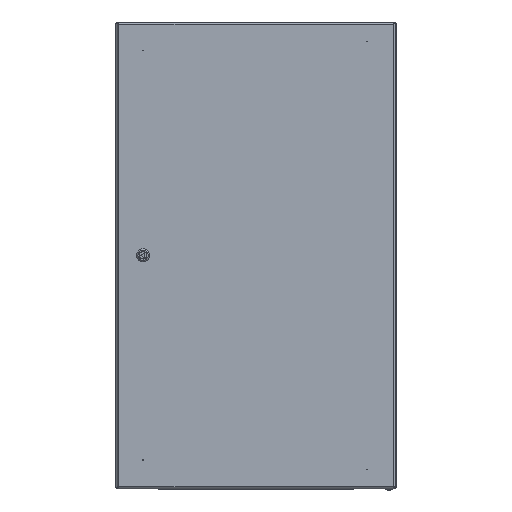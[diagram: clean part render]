
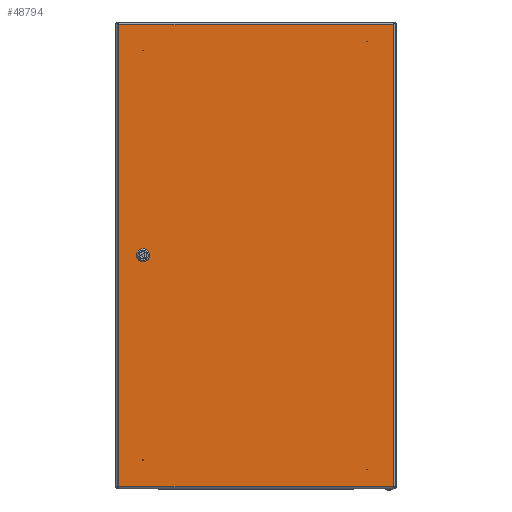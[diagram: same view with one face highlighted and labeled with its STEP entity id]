
A CAD part, top view. The second image highlights one B-rep face of the part: STEP entity #48794.
In plain terms, the highlighted face is planar.
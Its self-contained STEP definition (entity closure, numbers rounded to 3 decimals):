
#73 = DIRECTION ( 'NONE',  ( -1., 0., 0. ) ) ;
#350 = CARTESIAN_POINT ( 'NONE',  ( 294.4, -495.4, -1.4 ) ) ;
#1325 = VERTEX_POINT ( 'NONE', #350 ) ;
#2409 = CARTESIAN_POINT ( 'NONE',  ( -294.4, -495.4, -1.4 ) ) ;
#4504 = CARTESIAN_POINT ( 'NONE',  ( 2492.5, -495.4, -1.4 ) ) ;
#5861 = LINE ( 'NONE', #52637, #26619 ) ;
#6106 = ORIENTED_EDGE ( 'NONE', *, *, #67971, .T. ) ;
#6952 = CARTESIAN_POINT ( 'NONE',  ( 242.5, 0., -1.4 ) ) ;
#7382 = VERTEX_POINT ( 'NONE', #30791 ) ;
#7933 = DIRECTION ( 'NONE',  ( 0., 0., 1. ) ) ;
#9469 = ORIENTED_EDGE ( 'NONE', *, *, #60049, .T. ) ;
#11058 = ORIENTED_EDGE ( 'NONE', *, *, #42072, .T. ) ;
#11547 = EDGE_LOOP ( 'NONE', ( #6106, #11058, #73565, #67339, #71336, #9469, #34898, #51232 ) ) ;
#12127 = EDGE_CURVE ( 'NONE', #15032, #59616, #41301, .T. ) ;
#13699 = DIRECTION ( 'NONE',  ( 1., 0., 0. ) ) ;
#13909 = VERTEX_POINT ( 'NONE', #68721 ) ;
#14282 = ORIENTED_EDGE ( 'NONE', *, *, #46598, .T. ) ;
#15032 = VERTEX_POINT ( 'NONE', #22597 ) ;
#17983 = DIRECTION ( 'NONE',  ( 0., -1., 0. ) ) ;
#19159 = LINE ( 'NONE', #48648, #24831 ) ;
#19196 = LINE ( 'NONE', #30712, #53020 ) ;
#19386 = EDGE_CURVE ( 'NONE', #13909, #45406, #64738, .T. ) ;
#19557 = VECTOR ( 'NONE', #17983, 1000. ) ;
#20032 = VECTOR ( 'NONE', #64657, 1000. ) ;
#21815 = DIRECTION ( 'NONE',  ( 0., 0., 1. ) ) ;
#21990 = VERTEX_POINT ( 'NONE', #39643 ) ;
#22356 = CIRCLE ( 'NONE', #46783, 11.25 ) ;
#22597 = CARTESIAN_POINT ( 'NONE',  ( 247.137, 10.25, -1.4 ) ) ;
#23339 = CARTESIAN_POINT ( 'NONE',  ( 247.137, 10.25, -1.4 ) ) ;
#23547 = VERTEX_POINT ( 'NONE', #67153 ) ;
#24831 = VECTOR ( 'NONE', #42531, 1000. ) ;
#24964 = DIRECTION ( 'NONE',  ( 0., 0., 1. ) ) ;
#25401 = CARTESIAN_POINT ( 'NONE',  ( 242.5, 0., -1.4 ) ) ;
#25900 = EDGE_CURVE ( 'NONE', #29518, #47717, #19196, .T. ) ;
#26619 = VECTOR ( 'NONE', #30027, 1000. ) ;
#26743 = VERTEX_POINT ( 'NONE', #31557 ) ;
#26772 = AXIS2_PLACEMENT_3D ( 'NONE', #25401, #53720, #36132 ) ;
#27573 = FACE_OUTER_BOUND ( 'NONE', #35980, .T. ) ;
#29264 = CARTESIAN_POINT ( 'NONE',  ( 2492.5, 495.4, -1.4 ) ) ;
#29518 = VERTEX_POINT ( 'NONE', #68047 ) ;
#30027 = DIRECTION ( 'NONE',  ( 1., 0., 0. ) ) ;
#30135 = EDGE_CURVE ( 'NONE', #45406, #26743, #5861, .T. ) ;
#30710 = CARTESIAN_POINT ( 'NONE',  ( 242.5, 0., -1.4 ) ) ;
#30712 = CARTESIAN_POINT ( 'NONE',  ( -294.4, 2991., -1.4 ) ) ;
#30791 = CARTESIAN_POINT ( 'NONE',  ( 252.75, -4.637, -1.4 ) ) ;
#31557 = CARTESIAN_POINT ( 'NONE',  ( 247.137, -10.25, -1.4 ) ) ;
#34898 = ORIENTED_EDGE ( 'NONE', *, *, #69257, .T. ) ;
#35262 = AXIS2_PLACEMENT_3D ( 'NONE', #6952, #65971, #70541 ) ;
#35598 = CARTESIAN_POINT ( 'NONE',  ( 242.5, 0., -1.4 ) ) ;
#35980 = EDGE_LOOP ( 'NONE', ( #67016, #51295, #14282, #48657 ) ) ;
#36132 = DIRECTION ( 'NONE',  ( 1., 0., 0. ) ) ;
#37868 = CARTESIAN_POINT ( 'NONE',  ( 237.863, -10.25, -1.4 ) ) ;
#39643 = CARTESIAN_POINT ( 'NONE',  ( 294.4, 495.4, -1.4 ) ) ;
#40546 = AXIS2_PLACEMENT_3D ( 'NONE', #74251, #21815, #45178 ) ;
#40733 = CARTESIAN_POINT ( 'NONE',  ( 252.75, 4.637, -1.4 ) ) ;
#41301 = LINE ( 'NONE', #23339, #20032 ) ;
#42072 = EDGE_CURVE ( 'NONE', #23547, #13909, #75524, .T. ) ;
#42531 = DIRECTION ( 'NONE',  ( 0., 1., 0. ) ) ;
#43014 = VECTOR ( 'NONE', #63925, 1000. ) ;
#45178 = DIRECTION ( 'NONE',  ( 1., 0., 0. ) ) ;
#45406 = VERTEX_POINT ( 'NONE', #37868 ) ;
#46598 = EDGE_CURVE ( 'NONE', #21990, #1325, #64348, .T. ) ;
#46783 = AXIS2_PLACEMENT_3D ( 'NONE', #35598, #7933, #13699 ) ;
#47627 = AXIS2_PLACEMENT_3D ( 'NONE', #30710, #24964, #54036 ) ;
#47717 = VERTEX_POINT ( 'NONE', #2409 ) ;
#48648 = CARTESIAN_POINT ( 'NONE',  ( 252.75, 4.637, -1.4 ) ) ;
#48657 = ORIENTED_EDGE ( 'NONE', *, *, #48890, .T. ) ;
#48794 = ADVANCED_FACE ( 'NONE', ( #27573, #62402 ), #50902, .F. ) ;
#48890 = EDGE_CURVE ( 'NONE', #1325, #47717, #57789, .T. ) ;
#50152 = EDGE_CURVE ( 'NONE', #26743, #7382, #22356, .T. ) ;
#50902 = PLANE ( 'NONE',  #40546 ) ;
#51232 = ORIENTED_EDGE ( 'NONE', *, *, #12127, .T. ) ;
#51295 = ORIENTED_EDGE ( 'NONE', *, *, #69167, .F. ) ;
#51416 = CARTESIAN_POINT ( 'NONE',  ( 232.25, 4.637, -1.4 ) ) ;
#52637 = CARTESIAN_POINT ( 'NONE',  ( 247.137, -10.25, -1.4 ) ) ;
#53020 = VECTOR ( 'NONE', #60178, 1000. ) ;
#53224 = VECTOR ( 'NONE', #69764, 1000. ) ;
#53604 = CARTESIAN_POINT ( 'NONE',  ( 294.4, 2991., -1.4 ) ) ;
#53655 = VECTOR ( 'NONE', #73, 1000. ) ;
#53720 = DIRECTION ( 'NONE',  ( 0., 0., 1. ) ) ;
#54036 = DIRECTION ( 'NONE',  ( 1., 0., 0. ) ) ;
#55595 = CARTESIAN_POINT ( 'NONE',  ( 237.863, 10.25, -1.4 ) ) ;
#57789 = LINE ( 'NONE', #4504, #43014 ) ;
#58463 = CIRCLE ( 'NONE', #35262, 11.25 ) ;
#58719 = LINE ( 'NONE', #29264, #53655 ) ;
#59357 = VERTEX_POINT ( 'NONE', #40733 ) ;
#59616 = VERTEX_POINT ( 'NONE', #55595 ) ;
#59779 = CIRCLE ( 'NONE', #26772, 11.25 ) ;
#60049 = EDGE_CURVE ( 'NONE', #7382, #59357, #19159, .T. ) ;
#60178 = DIRECTION ( 'NONE',  ( 0., -1., 0. ) ) ;
#62402 = FACE_BOUND ( 'NONE', #11547, .T. ) ;
#63925 = DIRECTION ( 'NONE',  ( -1., 0., 0. ) ) ;
#64348 = LINE ( 'NONE', #53604, #19557 ) ;
#64657 = DIRECTION ( 'NONE',  ( -1., 0., 0. ) ) ;
#64738 = CIRCLE ( 'NONE', #47627, 11.25 ) ;
#65971 = DIRECTION ( 'NONE',  ( 0., 0., 1. ) ) ;
#67016 = ORIENTED_EDGE ( 'NONE', *, *, #25900, .F. ) ;
#67153 = CARTESIAN_POINT ( 'NONE',  ( 232.25, 4.637, -1.4 ) ) ;
#67339 = ORIENTED_EDGE ( 'NONE', *, *, #30135, .T. ) ;
#67971 = EDGE_CURVE ( 'NONE', #59616, #23547, #58463, .T. ) ;
#68047 = CARTESIAN_POINT ( 'NONE',  ( -294.4, 495.4, -1.4 ) ) ;
#68721 = CARTESIAN_POINT ( 'NONE',  ( 232.25, -4.637, -1.4 ) ) ;
#69167 = EDGE_CURVE ( 'NONE', #21990, #29518, #58719, .T. ) ;
#69257 = EDGE_CURVE ( 'NONE', #59357, #15032, #59779, .T. ) ;
#69764 = DIRECTION ( 'NONE',  ( 0., -1., 0. ) ) ;
#70541 = DIRECTION ( 'NONE',  ( 1., 0., 0. ) ) ;
#71336 = ORIENTED_EDGE ( 'NONE', *, *, #50152, .T. ) ;
#73565 = ORIENTED_EDGE ( 'NONE', *, *, #19386, .T. ) ;
#74251 = CARTESIAN_POINT ( 'NONE',  ( 0., 0., -1.4 ) ) ;
#75524 = LINE ( 'NONE', #51416, #53224 ) ;
